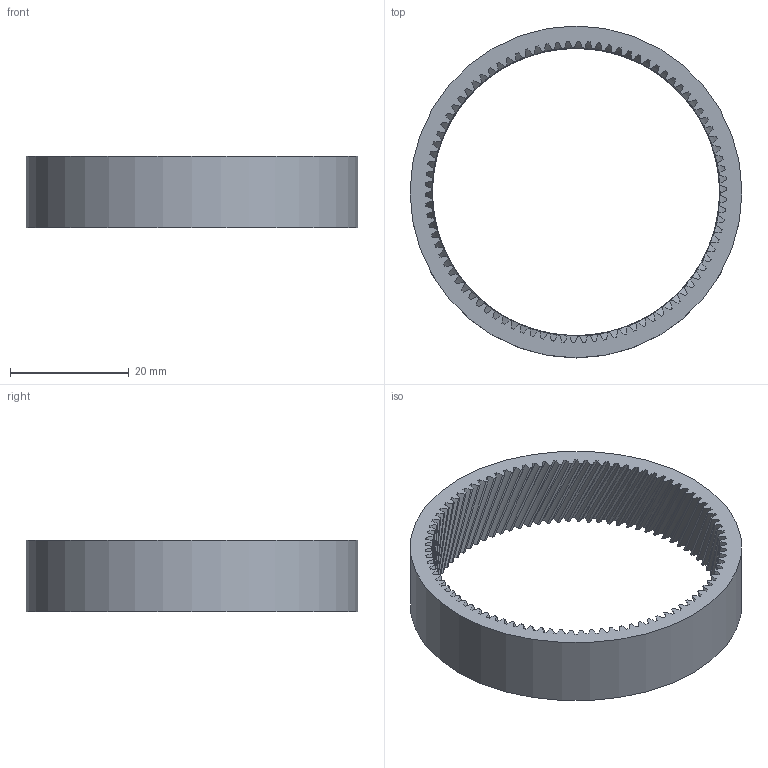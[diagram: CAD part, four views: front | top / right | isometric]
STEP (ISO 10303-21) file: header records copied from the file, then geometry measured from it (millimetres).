
FILE_DESCRIPTION(/* description */ (''),/* implementation_level */ '2;1');
FILE_NAME(/* name */ 'ring_gear_90.stp',/* time_stamp */ '2019-08-01T23:49:21+09:00',/* author */ ('cdi'),/* organization */ (''),/* preprocessor_version */ 'ST-DEVELOPER v17.2',/* originating_system */ 'Autodesk Inventor 2019',/* authorisation */ '');
FILE_SCHEMA (('AUTOMOTIVE_DESIGN { 1 0 10303 214 3 1 1 }'));
Length unit declared in the file: millimetre
Products named in the file (1): Spur Gear2
Bounding box: 55.99 x 55.99 x 12 mm (x, y, z)
Volume: 6148.3 mm3; surface area: 6918.9 mm2
Topology: 1 solids, 1 shells, 363 faces, 1083 edges, 722 vertices
Faces by surface type: bspline 270, cylinder 91, plane 2
Full cylindrical faces by diameter (mm): 55.992 x1
Entity records: 16484 total; most frequent: CARTESIAN_POINT 9099, ORIENTED_EDGE 2166, EDGE_CURVE 1083, B_SPLINE_CURVE_WITH_KNOTS 900, VERTEX_POINT 722, DIRECTION 553, EDGE_LOOP 365, FACE_OUTER_BOUND 363
